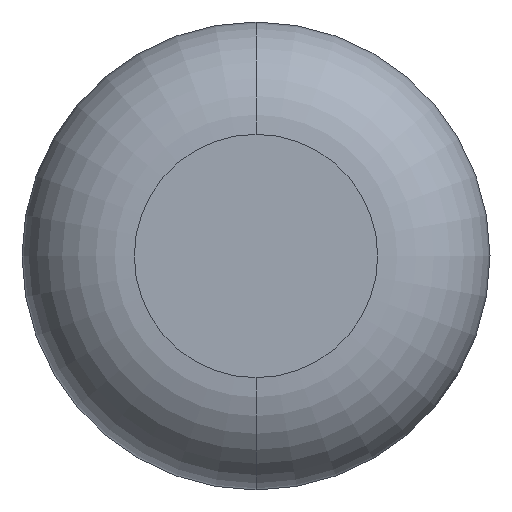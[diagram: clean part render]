
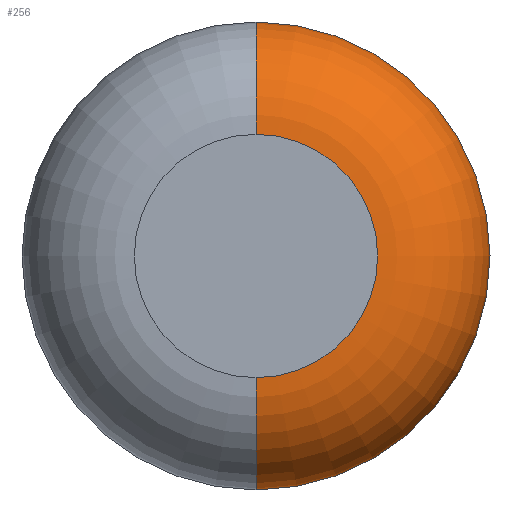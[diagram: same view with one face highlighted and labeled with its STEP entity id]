
A CAD part, front view. The second image highlights one B-rep face of the part: STEP entity #256.
In plain terms, the highlighted toroidal (fillet/blend) face has major radius 2.477 mm and minor radius 2.286 mm.
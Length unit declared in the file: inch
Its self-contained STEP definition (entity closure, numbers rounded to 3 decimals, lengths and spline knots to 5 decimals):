
#1 = DIRECTION ( 'NONE',  ( 0., -1., 0. ) ) ;
#19 = TOROIDAL_SURFACE ( 'NONE', #194, 0.0975, 0.09 ) ;
#29 = VERTEX_POINT ( 'NONE', #318 ) ;
#32 = EDGE_CURVE ( 'NONE', #143, #210, #342, .T. ) ;
#40 = AXIS2_PLACEMENT_3D ( 'NONE', #267, #45, #263 ) ;
#45 = DIRECTION ( 'NONE',  ( -1., 0., 0. ) ) ;
#54 = CARTESIAN_POINT ( 'NONE',  ( 0., 0., 0. ) ) ;
#60 = DIRECTION ( 'NONE',  ( 0., -1., 0. ) ) ;
#64 = DIRECTION ( 'NONE',  ( 0., 0., -1. ) ) ;
#104 = AXIS2_PLACEMENT_3D ( 'NONE', #54, #1, #64 ) ;
#108 = CARTESIAN_POINT ( 'NONE',  ( 0., 0.09, 0.0975 ) ) ;
#109 = ORIENTED_EDGE ( 'NONE', *, *, #285, .F. ) ;
#116 = AXIS2_PLACEMENT_3D ( 'NONE', #149, #230, #324 ) ;
#121 = CARTESIAN_POINT ( 'NONE',  ( 0., 0.09, -0.1875 ) ) ;
#137 = ORIENTED_EDGE ( 'NONE', *, *, #187, .F. ) ;
#143 = VERTEX_POINT ( 'NONE', #121 ) ;
#146 = ORIENTED_EDGE ( 'NONE', *, *, #32, .T. ) ;
#149 = CARTESIAN_POINT ( 'NONE',  ( 0., 0.09, 0. ) ) ;
#158 = CIRCLE ( 'NONE', #104, 0.0975 ) ;
#187 = EDGE_CURVE ( 'NONE', #143, #298, #207, .T. ) ;
#194 = AXIS2_PLACEMENT_3D ( 'NONE', #246, #60, #280 ) ;
#207 = CIRCLE ( 'NONE', #40, 0.09 ) ;
#210 = VERTEX_POINT ( 'NONE', #234 ) ;
#225 = EDGE_LOOP ( 'NONE', ( #146, #323, #109, #137 ) ) ;
#230 = DIRECTION ( 'NONE',  ( 0., -1., 0. ) ) ;
#234 = CARTESIAN_POINT ( 'NONE',  ( 0., 0.09, 0.1875 ) ) ;
#240 = AXIS2_PLACEMENT_3D ( 'NONE', #108, #294, #353 ) ;
#246 = CARTESIAN_POINT ( 'NONE',  ( 0., 0.09, 0. ) ) ;
#256 = ADVANCED_FACE ( 'NONE', ( #265 ), #19, .T. ) ;
#263 = DIRECTION ( 'NONE',  ( 0., 0., 1. ) ) ;
#265 = FACE_OUTER_BOUND ( 'NONE', #225, .T. ) ;
#267 = CARTESIAN_POINT ( 'NONE',  ( 0., 0.09, -0.0975 ) ) ;
#280 = DIRECTION ( 'NONE',  ( 0., 0., -1. ) ) ;
#282 = CARTESIAN_POINT ( 'NONE',  ( 0., 0., -0.0975 ) ) ;
#285 = EDGE_CURVE ( 'NONE', #298, #29, #158, .T. ) ;
#294 = DIRECTION ( 'NONE',  ( 1., 0., 0. ) ) ;
#298 = VERTEX_POINT ( 'NONE', #282 ) ;
#301 = CIRCLE ( 'NONE', #240, 0.09 ) ;
#318 = CARTESIAN_POINT ( 'NONE',  ( 0., 0., 0.0975 ) ) ;
#323 = ORIENTED_EDGE ( 'NONE', *, *, #393, .T. ) ;
#324 = DIRECTION ( 'NONE',  ( 0., 0., -1. ) ) ;
#342 = CIRCLE ( 'NONE', #116, 0.1875 ) ;
#353 = DIRECTION ( 'NONE',  ( 0., 0., -1. ) ) ;
#393 = EDGE_CURVE ( 'NONE', #210, #29, #301, .T. ) ;
